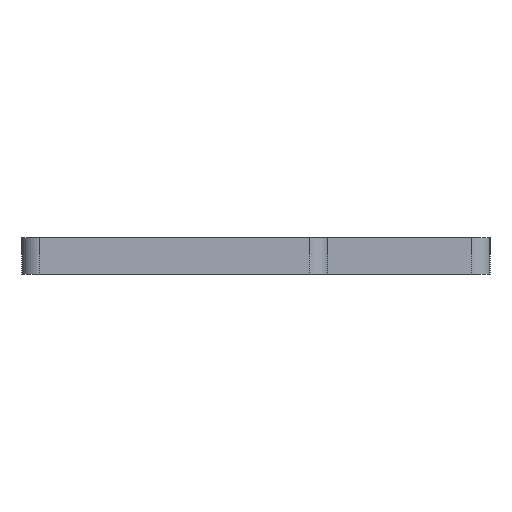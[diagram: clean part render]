
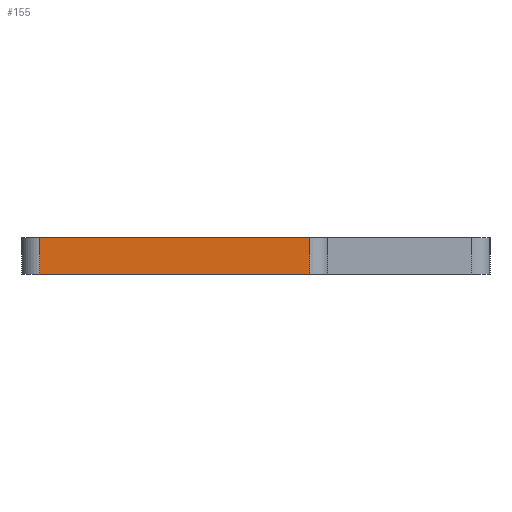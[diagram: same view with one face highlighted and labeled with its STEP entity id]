
A CAD part, left-side view. The second image highlights one B-rep face of the part: STEP entity #155.
In plain terms, the highlighted planar face has unit normal (-1, 0.012, 0).
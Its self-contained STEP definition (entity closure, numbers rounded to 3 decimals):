
#13 = ORIENTED_EDGE ( 'NONE', *, *, #869, .T. ) ;
#18 = VERTEX_POINT ( 'NONE', #730 ) ;
#55 = VECTOR ( 'NONE', #708, 1000. ) ;
#66 = CARTESIAN_POINT ( 'NONE',  ( -29.762, -14.225, 2. ) ) ;
#73 = CARTESIAN_POINT ( 'NONE',  ( -29.762, -14.225, 2. ) ) ;
#117 = CARTESIAN_POINT ( 'NONE',  ( -29.566, 1.763, 0. ) ) ;
#130 = LINE ( 'NONE', #73, #55 ) ;
#136 = VECTOR ( 'NONE', #976, 1000. ) ;
#138 = VECTOR ( 'NONE', #626, 1000. ) ;
#153 = DIRECTION ( 'NONE',  ( 0.012, 1., 0. ) ) ;
#155 = ADVANCED_FACE ( 'NONE', ( #724 ), #646, .F. ) ;
#171 = VERTEX_POINT ( 'NONE', #66 ) ;
#204 = LINE ( 'NONE', #117, #138 ) ;
#278 = EDGE_CURVE ( 'NONE', #853, #171, #332, .T. ) ;
#332 = LINE ( 'NONE', #918, #136 ) ;
#351 = VECTOR ( 'NONE', #1044, 1000. ) ;
#364 = ORIENTED_EDGE ( 'NONE', *, *, #278, .F. ) ;
#418 = EDGE_LOOP ( 'NONE', ( #562, #628, #364, #13 ) ) ;
#513 = EDGE_CURVE ( 'NONE', #948, #171, #130, .T. ) ;
#516 = AXIS2_PLACEMENT_3D ( 'NONE', #796, #640, #153 ) ;
#562 = ORIENTED_EDGE ( 'NONE', *, *, #797, .T. ) ;
#626 = DIRECTION ( 'NONE',  ( -0.012, -1., 0. ) ) ;
#628 = ORIENTED_EDGE ( 'NONE', *, *, #513, .T. ) ;
#631 = CARTESIAN_POINT ( 'NONE',  ( -29.578, 0.775, 2. ) ) ;
#640 = DIRECTION ( 'NONE',  ( 1., -0.012, 0. ) ) ;
#646 = PLANE ( 'NONE',  #516 ) ;
#691 = CARTESIAN_POINT ( 'NONE',  ( -29.578, 0.775, 2. ) ) ;
#708 = DIRECTION ( 'NONE',  ( 0., 0., 1. ) ) ;
#724 = FACE_OUTER_BOUND ( 'NONE', #418, .T. ) ;
#730 = CARTESIAN_POINT ( 'NONE',  ( -29.578, 0.775, 0. ) ) ;
#731 = CARTESIAN_POINT ( 'NONE',  ( -29.762, -14.225, 0. ) ) ;
#796 = CARTESIAN_POINT ( 'NONE',  ( -29.566, 1.763, 2. ) ) ;
#797 = EDGE_CURVE ( 'NONE', #18, #948, #204, .T. ) ;
#853 = VERTEX_POINT ( 'NONE', #691 ) ;
#869 = EDGE_CURVE ( 'NONE', #853, #18, #1026, .T. ) ;
#918 = CARTESIAN_POINT ( 'NONE',  ( -29.566, 1.763, 2. ) ) ;
#948 = VERTEX_POINT ( 'NONE', #731 ) ;
#976 = DIRECTION ( 'NONE',  ( -0.012, -1., 0. ) ) ;
#1026 = LINE ( 'NONE', #631, #351 ) ;
#1044 = DIRECTION ( 'NONE',  ( 0., 0., -1. ) ) ;
